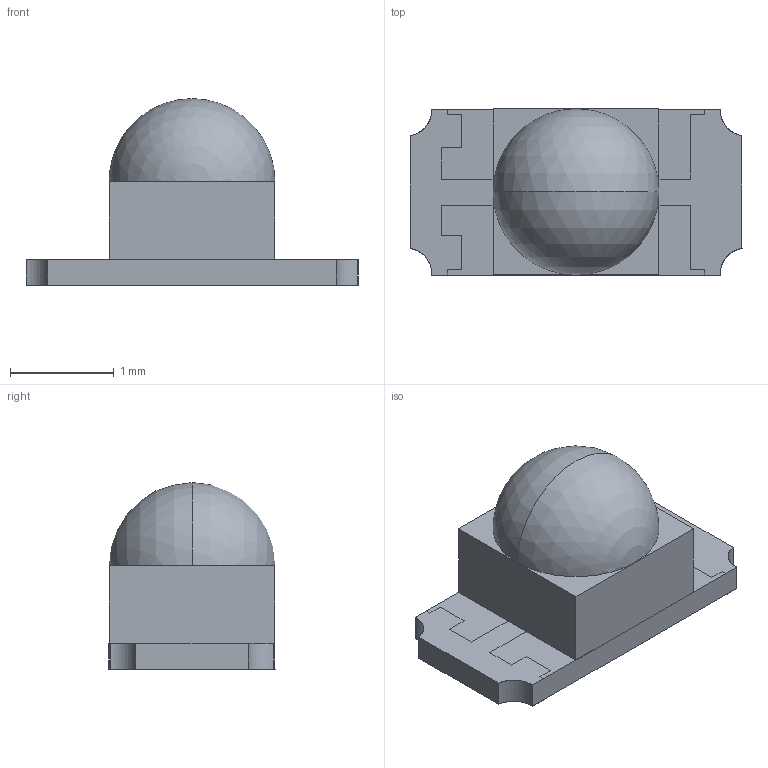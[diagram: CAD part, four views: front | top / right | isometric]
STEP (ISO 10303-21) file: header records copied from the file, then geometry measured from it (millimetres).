
FILE_DESCRIPTION (( 'STEP AP214' ), '1' );
FILE_NAME ('XZMDKSGK55W-7RA.STEP', '2016-07-07T15:36:53', ( '' ), ( '' ), 'SwSTEP 2.0', 'SolidWorks 2012', '' );
FILE_SCHEMA (( 'AUTOMOTIVE_DESIGN' ));
Length unit declared in the file: millimetre
Products named in the file (1): XZMDKSGK55W-7RA
Bounding box: 3.2 x 1.6 x 1.8 mm (x, y, z)
Surface area: 32.1 mm2 (no closed solid volume)
Topology: 0 solids, 14 shells, 35 faces, 143 edges, 123 vertices
Faces by surface type: plane 20, cylinder 13, sphere 2
Entity records: 1536 total; most frequent: CARTESIAN_POINT 336, DIRECTION 233, ORIENTED_EDGE 188, EDGE_CURVE 139, VERTEX_POINT 121, LINE 101, VECTOR 101, AXIS2_PLACEMENT_3D 66
